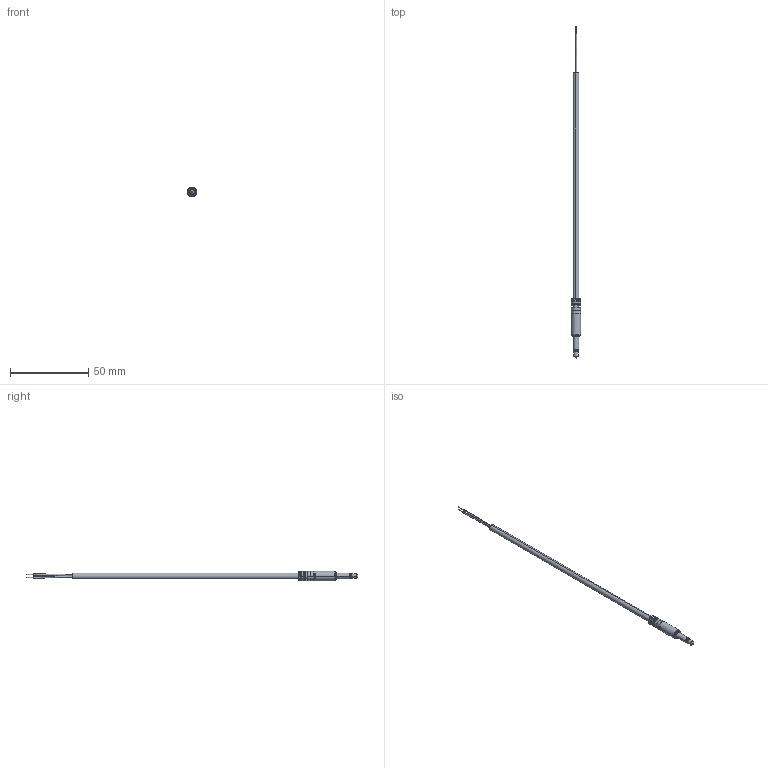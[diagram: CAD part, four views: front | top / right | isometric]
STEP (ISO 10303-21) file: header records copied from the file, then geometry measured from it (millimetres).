
FILE_DESCRIPTION (( 'STEP AP203' ), '1' );
FILE_NAME ('10-00335_revA4.STEP', '2016-10-28T21:11:52', ( '' ), ( '' ), 'SwSTEP 2.0', 'SolidWorks 2015', '' );
FILE_SCHEMA (( 'CONFIG_CONTROL_DESIGN' ));
Length unit declared in the file: millimetre
Products named in the file (4): 24-00028; 10-00335_revA4; 30-00178_s+t blunt shield; 50-00405
Assembly tree (3 placements, depth 2):
  10-00335_revA4
    30-00178_s+t blunt shield
    24-00028
    50-00405
Bounding box: 6.1 x 212.4 x 6.1 mm (x, y, z)
Volume: 2532.9 mm3; surface area: 15010.3 mm2
Topology: 87 solids, 87 shells, 615 faces, 1256 edges, 829 vertices
Faces by surface type: cylinder 334, plane 231, bspline 28, cone 16, torus 6
Entity records: 18214 total; most frequent: CARTESIAN_POINT 4185, DIRECTION 3086, ORIENTED_EDGE 2512, AXIS2_PLACEMENT_3D 1328, EDGE_CURVE 1256, VERTEX_POINT 829, EDGE_LOOP 765, CIRCLE 735
